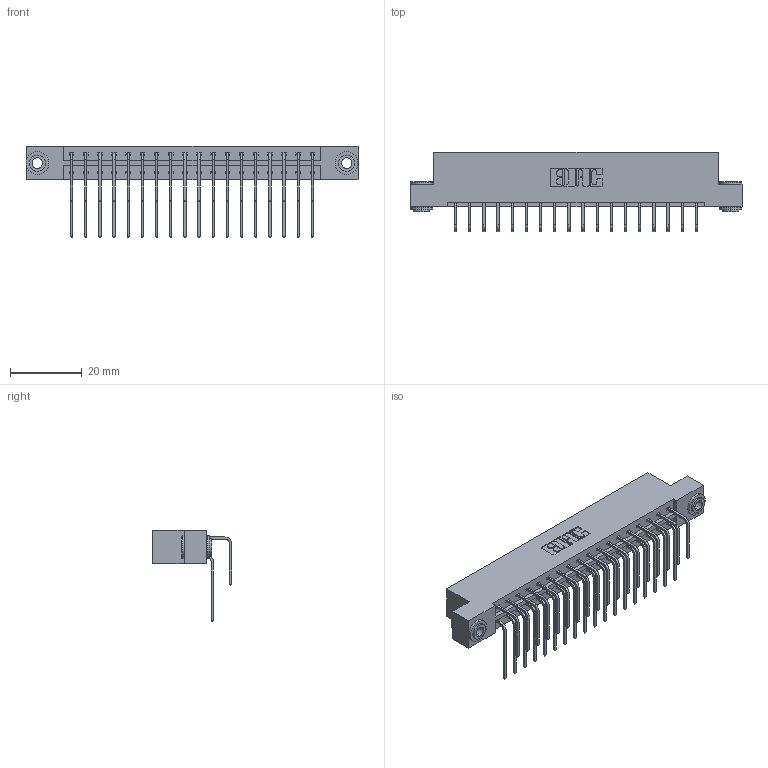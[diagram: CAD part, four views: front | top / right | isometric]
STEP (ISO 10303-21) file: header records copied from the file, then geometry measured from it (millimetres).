
FILE_DESCRIPTION (( 'STEP AP203' ), '1' );
FILE_NAME ('333-036-558-203.STEP', '2018-08-03T01:43:48', ( '' ), ( '' ), 'SwSTEP 2.0', 'SolidWorks 2016', '' );
FILE_SCHEMA (( 'CONFIG_CONTROL_DESIGN' ));
Length unit declared in the file: inch
Products named in the file (5): 333-036-558-203; 333 Part_Flush - .156 Dia - TH; 345-292-001_558 559 Tail - 1; 345-292-001_558 Tail - 2; 345-250-002_345-250-002-102
Assembly tree (39 placements, depth 2):
  333-036-558-203
    333 Part_Flush - .156 Dia - TH
    345-292-001_558 559 Tail - 1  x18
    345-292-001_558 Tail - 2  x18
    345-250-002_345-250-002-102  x2
Bounding box: 92.86 x 22.17 x 25.53 mm (x, y, z)
Volume: 9483.3 mm3; surface area: 12209.1 mm2
Topology: 39 solids, 39 shells, 2096 faces, 6183 edges, 4070 vertices
Faces by surface type: plane 1448, cylinder 640, cone 8
Entity records: 17118 total; most frequent: CARTESIAN_POINT 2892, ORIENTED_EDGE 2770, DIRECTION 2527, EDGE_CURVE 1385, LINE 1193, VECTOR 1193, VERTEX_POINT 918, AXIS2_PLACEMENT_3D 667
